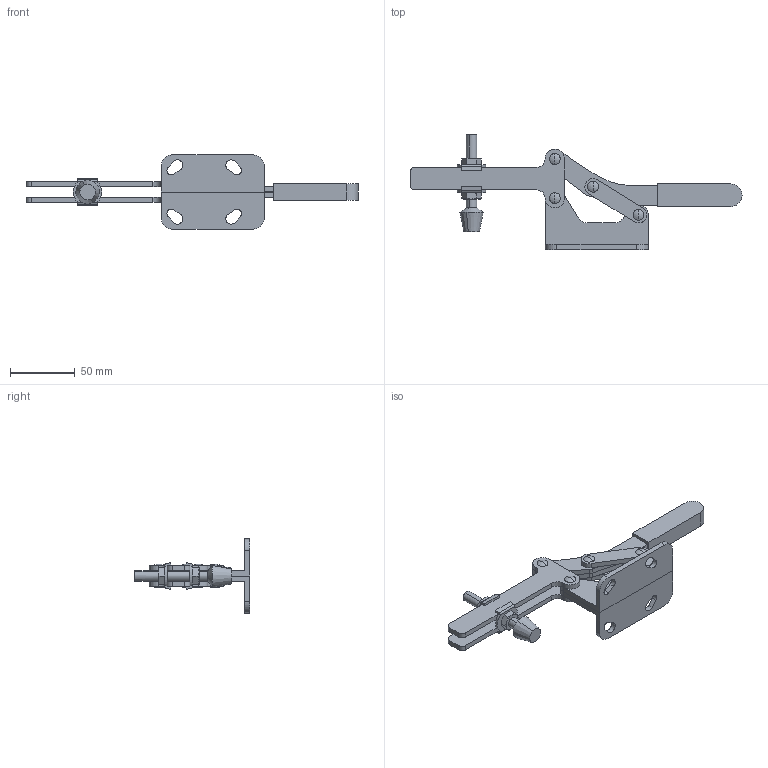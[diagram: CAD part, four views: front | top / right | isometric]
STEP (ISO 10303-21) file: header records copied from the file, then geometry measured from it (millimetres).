
FILE_DESCRIPTION (( 'STEP AP214' ), '1' );
FILE_NAME ('GH-22235(Â²¤Æ).STEP', '2020-07-20T03:10:24', ( 'LinWei' ), ( '' ), 'SwSTEP 2.0', 'SolidWorks 2016', '' );
FILE_SCHEMA (( 'AUTOMOTIVE_DESIGN' ));
Length unit declared in the file: millimetre
Products named in the file (6): 12223501-1^GH-22235(簡化); Group5^GH-22235(簡化); Group4^GH-22235(簡化); Group3^GH-22235(簡化); Group2^GH-22235(簡化); GH-22235(簡化)
Assembly tree (5 placements, depth 2):
  GH-22235(簡化)
    Group2^GH-22235(簡化)
    Group3^GH-22235(簡化)
    Group4^GH-22235(簡化)
    Group5^GH-22235(簡化)
    12223501-1^GH-22235(簡化)
Bounding box: 255.6 x 88.86 x 57.2 mm (x, y, z)
Volume: 92090.8 mm3; surface area: 47149.2 mm2
Topology: 5 solids, 5 shells, 254 faces, 634 edges, 410 vertices
Faces by surface type: plane 115, cylinder 101, cone 30, sphere 8
Entity records: 8821 total; most frequent: CARTESIAN_POINT 1578, DIRECTION 1352, ORIENTED_EDGE 1268, EDGE_CURVE 634, AXIS2_PLACEMENT_3D 504, VERTEX_POINT 410, VECTOR 344, LINE 344
